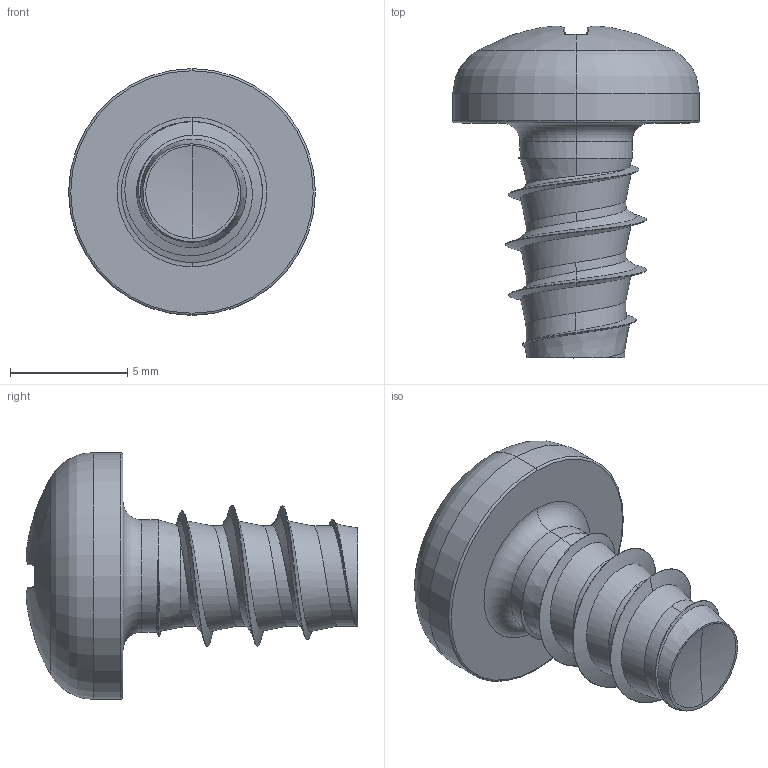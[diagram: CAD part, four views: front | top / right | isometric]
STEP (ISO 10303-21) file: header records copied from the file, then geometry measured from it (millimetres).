
FILE_DESCRIPTION (( 'STEP AP203' ), '1' );
FILE_NAME ('STP320600100.STEP', '2017-08-15T14:52:40', ( '' ), ( '' ), 'SwSTEP 2.0', 'SolidWorks 2015', '' );
FILE_SCHEMA (( 'CONFIG_CONTROL_DESIGN' ));
Length unit declared in the file: millimetre
Products named in the file (1): STP320600100
Bounding box: 10.5 x 14.12 x 10.5 mm (x, y, z)
Volume: 425.4 mm3; surface area: 477.9 mm2
Topology: 1 solids, 1 shells, 170 faces, 381 edges, 213 vertices
Faces by surface type: bspline 51, cylinder 33, torus 28, sphere 28, plane 22, cone 8
Entity records: 14183 total; most frequent: CARTESIAN_POINT 10687, ORIENTED_EDGE 758, DIRECTION 679, EDGE_CURVE 379, AXIS2_PLACEMENT_3D 307, VERTEX_POINT 213, CIRCLE 187, EDGE_LOOP 172
